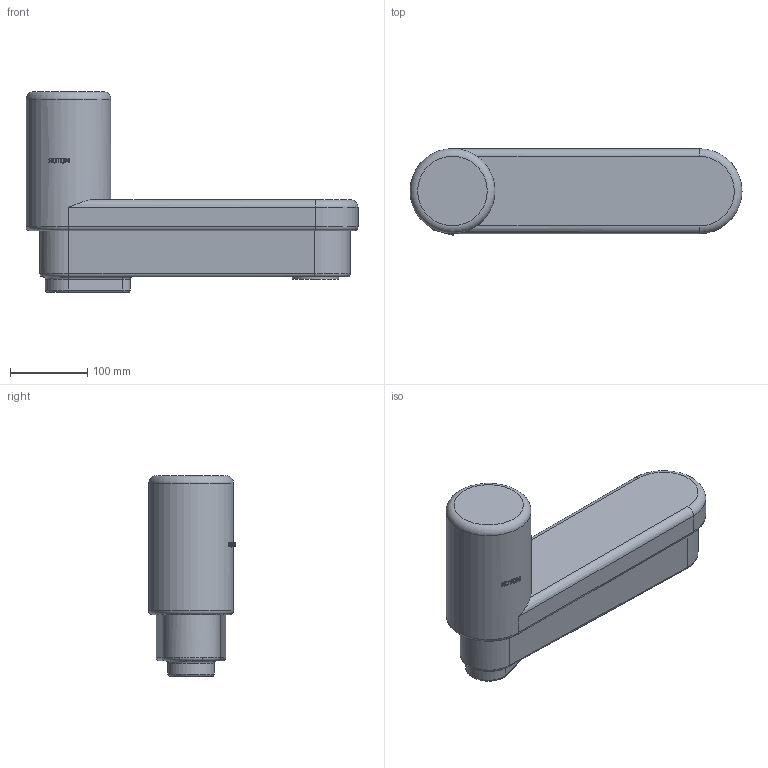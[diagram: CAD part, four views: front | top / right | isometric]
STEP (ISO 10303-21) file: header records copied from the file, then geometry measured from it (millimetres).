
FILE_DESCRIPTION(/* description */ (''),/* implementation_level */ '2;1');
FILE_NAME(/* name */ 'link2_320mm.stp',/* time_stamp */ '2024-03-03T05:52:16+01:00',/* author */ ('user'),/* organization */ (''),/* preprocessor_version */ 'ST-DEVELOPER v19.2',/* originating_system */ 'Autodesk Inventor 2024',/* authorisation */ '');
FILE_SCHEMA (('AUTOMOTIVE_DESIGN { 1 0 10303 214 3 1 1 }'));
Length unit declared in the file: millimetre
Products named in the file (1): arm2
Bounding box: 430 x 112.41 x 260 mm (x, y, z)
Volume: 4952981.8 mm3; surface area: 245865.9 mm2
Topology: 2 solids, 2 shells, 120 faces, 299 edges, 193 vertices
Faces by surface type: plane 52, bspline 36, cylinder 21, torus 11
Full cylindrical faces by diameter (mm): 30 x1, 60 x1, 110 x1
Entity records: 4236 total; most frequent: CARTESIAN_POINT 1507, ORIENTED_EDGE 598, DIRECTION 437, EDGE_CURVE 299, VERTEX_POINT 193, LINE 159, VECTOR 159, AXIS2_PLACEMENT_3D 139
